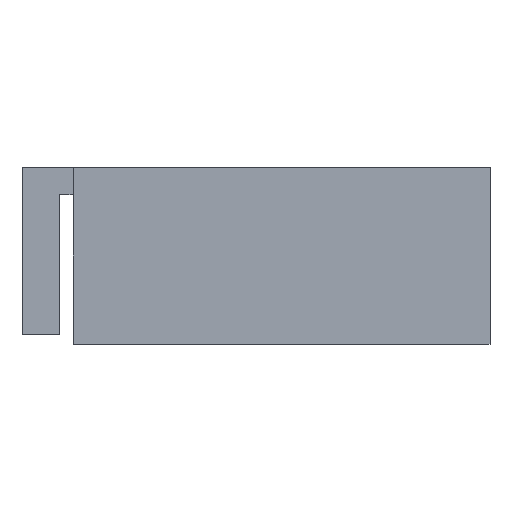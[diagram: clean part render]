
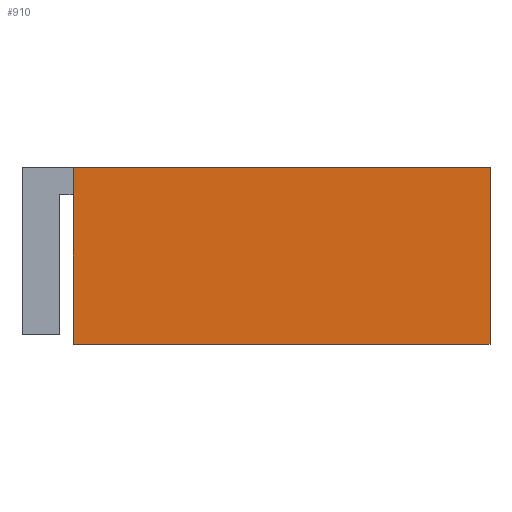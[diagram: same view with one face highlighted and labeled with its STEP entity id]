
A CAD part, front view. The second image highlights one B-rep face of the part: STEP entity #910.
In plain terms, the highlighted planar face has unit normal (0, -1, 0).
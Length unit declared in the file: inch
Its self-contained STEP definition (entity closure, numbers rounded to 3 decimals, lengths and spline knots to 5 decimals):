
#25 = ORIENTED_EDGE ( 'NONE', *, *, #494, .F. ) ;
#40 = CARTESIAN_POINT ( 'NONE',  ( 1.83714, -2.81544, 0.125 ) ) ;
#83 = VECTOR ( 'NONE', #332, 39.37008 ) ;
#139 = CARTESIAN_POINT ( 'NONE',  ( 1.83714, -2.81544, 0.125 ) ) ;
#205 = EDGE_CURVE ( 'NONE', #601, #347, #935, .T. ) ;
#213 = VECTOR ( 'NONE', #1211, 39.37008 ) ;
#236 = CARTESIAN_POINT ( 'NONE',  ( -0.11322, -2.81544, -0.775 ) ) ;
#241 = EDGE_CURVE ( 'NONE', #1384, #806, #437, .T. ) ;
#288 = PLANE ( 'NONE',  #490 ) ;
#300 = DIRECTION ( 'NONE',  ( 0., 0., 1. ) ) ;
#332 = DIRECTION ( 'NONE',  ( 1., 0., 0. ) ) ;
#347 = VERTEX_POINT ( 'NONE', #864 ) ;
#406 = VECTOR ( 'NONE', #1376, 39.37008 ) ;
#409 = CARTESIAN_POINT ( 'NONE',  ( 1.83714, -2.81544, -0.7 ) ) ;
#437 = LINE ( 'NONE', #850, #83 ) ;
#490 = AXIS2_PLACEMENT_3D ( 'NONE', #40, #504, #825 ) ;
#494 = EDGE_CURVE ( 'NONE', #347, #1384, #1207, .T. ) ;
#499 = ORIENTED_EDGE ( 'NONE', *, *, #1069, .F. ) ;
#502 = CARTESIAN_POINT ( 'NONE',  ( -0.17822, -2.81544, -0.7 ) ) ;
#504 = DIRECTION ( 'NONE',  ( 0., -1., 0. ) ) ;
#517 = ORIENTED_EDGE ( 'NONE', *, *, #205, .F. ) ;
#601 = VERTEX_POINT ( 'NONE', #409 ) ;
#612 = CARTESIAN_POINT ( 'NONE',  ( 1.83714, -2.81544, 0.125 ) ) ;
#691 = EDGE_LOOP ( 'NONE', ( #25, #517, #499, #1174 ) ) ;
#806 = VERTEX_POINT ( 'NONE', #139 ) ;
#814 = FACE_OUTER_BOUND ( 'NONE', #691, .T. ) ;
#825 = DIRECTION ( 'NONE',  ( 0., 0., -1. ) ) ;
#850 = CARTESIAN_POINT ( 'NONE',  ( -0.35296, -2.81544, 0.125 ) ) ;
#864 = CARTESIAN_POINT ( 'NONE',  ( -0.11322, -2.81544, -0.7 ) ) ;
#910 = ADVANCED_FACE ( 'NONE', ( #814 ), #288, .T. ) ;
#935 = LINE ( 'NONE', #502, #406 ) ;
#1052 = LINE ( 'NONE', #612, #213 ) ;
#1069 = EDGE_CURVE ( 'NONE', #806, #601, #1052, .T. ) ;
#1101 = CARTESIAN_POINT ( 'NONE',  ( -0.11322, -2.81544, 0.125 ) ) ;
#1150 = VECTOR ( 'NONE', #300, 39.37008 ) ;
#1174 = ORIENTED_EDGE ( 'NONE', *, *, #241, .F. ) ;
#1207 = LINE ( 'NONE', #236, #1150 ) ;
#1211 = DIRECTION ( 'NONE',  ( 0., 0., -1. ) ) ;
#1376 = DIRECTION ( 'NONE',  ( -1., 0., 0. ) ) ;
#1384 = VERTEX_POINT ( 'NONE', #1101 ) ;
